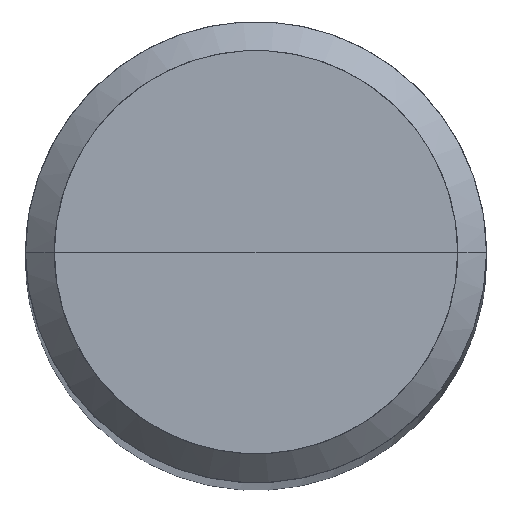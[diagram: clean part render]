
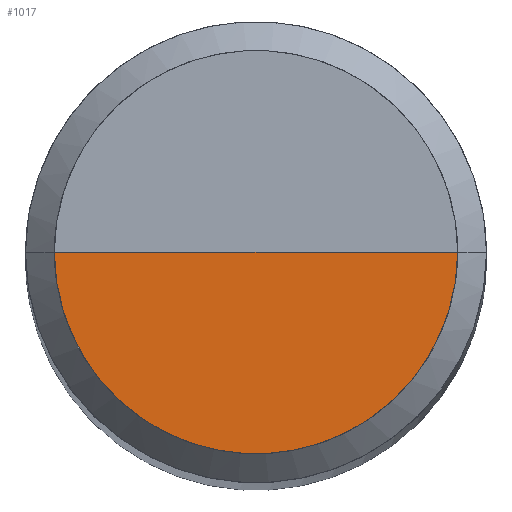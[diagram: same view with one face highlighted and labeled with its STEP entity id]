
A CAD part, top view. The second image highlights one B-rep face of the part: STEP entity #1017.
In plain terms, the highlighted free-form (B-spline) face has degree [1, 2] with [2, 5] control points.
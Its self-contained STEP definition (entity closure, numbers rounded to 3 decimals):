
#535=CARTESIAN_POINT('',(1.75,0.0,45.0));
#539=CARTESIAN_POINT('',(-1.75,0.0,45.0));
#540=CARTESIAN_POINT('',(0.0,0.0,45.0));
#556=CARTESIAN_POINT('',(-1.75,-1.75,45.0));
#557=CARTESIAN_POINT('',(0.0,-1.75,45.0));
#558=CARTESIAN_POINT('',(1.75,-1.75,45.0));
#1002=(
BOUNDED_SURFACE()
B_SPLINE_SURFACE(1,2,(
(#539,#556,#557,#558,#535),
(#540,#540,#540,#540,#540)
), .UNSPECIFIED.,.F.,.F.,.F.)
B_SPLINE_SURFACE_WITH_KNOTS((2,2),(3,2,3),(
0.0,1.0),(
0.0,0.5,1.0), .UNSPECIFIED.)
GEOMETRIC_REPRESENTATION_ITEM()
RATIONAL_B_SPLINE_SURFACE(((1.0,0.707,1.0,0.707,1.0),
(1.0,0.707,1.0,0.707,1.0)
))
REPRESENTATION_ITEM('')
SURFACE()
);
#1003=(
BOUNDED_CURVE()
B_SPLINE_CURVE(2,(#535,#558,#557,#556,#539),.UNSPECIFIED.,.F.,.F.)
B_SPLINE_CURVE_WITH_KNOTS((3,2,3),
(0.0,0.5,1.0),.UNSPECIFIED.)
CURVE()
GEOMETRIC_REPRESENTATION_ITEM()
RATIONAL_B_SPLINE_CURVE((1.0,0.707,1.0,0.707,1.0))
REPRESENTATION_ITEM('')
);
#1004=(
BOUNDED_CURVE()
B_SPLINE_CURVE(1,(#539,#540),.UNSPECIFIED.,.F.,.F.)
B_SPLINE_CURVE_WITH_KNOTS((2,2),
(0.0,1.0),.UNSPECIFIED.)
CURVE()
GEOMETRIC_REPRESENTATION_ITEM()
RATIONAL_B_SPLINE_CURVE((1.0,1.0))
REPRESENTATION_ITEM('')
);
#1005=(
BOUNDED_CURVE()
B_SPLINE_CURVE(1,(#540,#535),.UNSPECIFIED.,.F.,.F.)
B_SPLINE_CURVE_WITH_KNOTS((2,2),
(0.0,1.0),.UNSPECIFIED.)
CURVE()
GEOMETRIC_REPRESENTATION_ITEM()
RATIONAL_B_SPLINE_CURVE((1.0,1.0))
REPRESENTATION_ITEM('')
);
#1006=VERTEX_POINT('',#535);
#1007=VERTEX_POINT('',#539);
#1008=VERTEX_POINT('',#540);
#1009=EDGE_CURVE('',#1006,#1007,#1003,.T.);
#1010=EDGE_CURVE('',#1007,#1008,#1004,.T.);
#1011=EDGE_CURVE('',#1008,#1006,#1005,.T.);
#1012=ORIENTED_EDGE('',*,*,#1009,.T.);
#1013=ORIENTED_EDGE('',*,*,#1010,.T.);
#1014=ORIENTED_EDGE('',*,*,#1011,.T.);
#1015=EDGE_LOOP('',(#1012,#1013,#1014));
#1016=FACE_OUTER_BOUND('',#1015,.T.);
#1017=ADVANCED_FACE('',(#1016),#1002,.T.);
